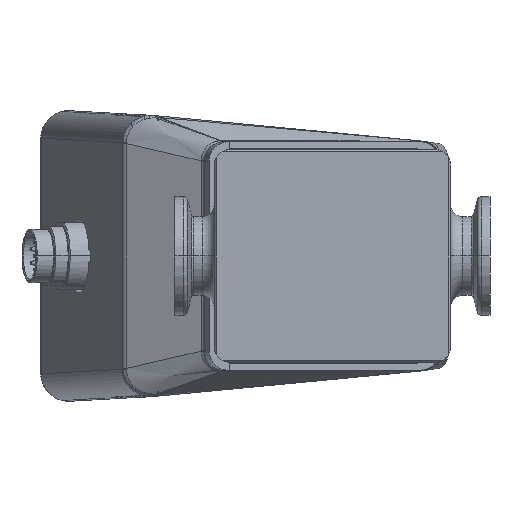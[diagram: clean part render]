
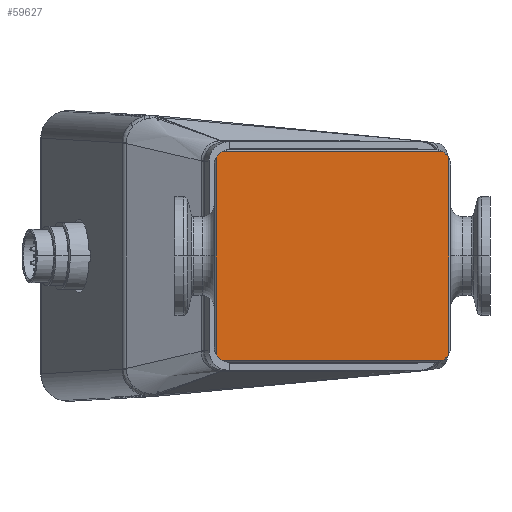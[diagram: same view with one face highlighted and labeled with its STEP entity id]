
A CAD part, front view. The second image highlights one B-rep face of the part: STEP entity #59627.
In plain terms, the highlighted planar face has unit normal (0, -1, 0).
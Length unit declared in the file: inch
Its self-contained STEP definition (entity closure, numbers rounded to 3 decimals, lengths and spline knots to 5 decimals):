
#2631 = DIRECTION ( 'NONE',  ( 0., -1., 0. ) ) ;
#2946 = DIRECTION ( 'NONE',  ( 0., -1., 0. ) ) ;
#3885 = DIRECTION ( 'NONE',  ( -1., 0., 0. ) ) ;
#4455 = EDGE_CURVE ( 'NONE', #55102, #29919, #38881, .T. ) ;
#4868 = EDGE_CURVE ( 'NONE', #36677, #8311, #70578, .T. ) ;
#6576 = DIRECTION ( 'NONE',  ( 0., -1., 0. ) ) ;
#8016 = CARTESIAN_POINT ( 'NONE',  ( 1.1811, -0.66929, 1.04331 ) ) ;
#8311 = VERTEX_POINT ( 'NONE', #38357 ) ;
#9815 = DIRECTION ( 'NONE',  ( -1., 0., 0. ) ) ;
#13151 = DIRECTION ( 'NONE',  ( -1., 0., 0. ) ) ;
#16179 = CARTESIAN_POINT ( 'NONE',  ( 1.1811, -0.66929, -1.04331 ) ) ;
#16604 = ORIENTED_EDGE ( 'NONE', *, *, #4455, .T. ) ;
#19492 = EDGE_CURVE ( 'NONE', #76309, #34475, #54190, .T. ) ;
#19675 = LINE ( 'NONE', #20102, #36184 ) ;
#20102 = CARTESIAN_POINT ( 'NONE',  ( 1.16142, -0.66929, 1.06299 ) ) ;
#22872 = CARTESIAN_POINT ( 'NONE',  ( 1.1811, -0.66929, 1.06299 ) ) ;
#26098 = VERTEX_POINT ( 'NONE', #29579 ) ;
#26600 = ORIENTED_EDGE ( 'NONE', *, *, #47274, .T. ) ;
#27579 = ORIENTED_EDGE ( 'NONE', *, *, #4868, .T. ) ;
#27785 = ORIENTED_EDGE ( 'NONE', *, *, #19492, .T. ) ;
#28458 = DIRECTION ( 'NONE',  ( -1., 0., 0. ) ) ;
#29142 = DIRECTION ( 'NONE',  ( 1., 0., 0. ) ) ;
#29579 = CARTESIAN_POINT ( 'NONE',  ( -1.16142, -0.66929, -0.98175 ) ) ;
#29919 = VERTEX_POINT ( 'NONE', #59922 ) ;
#31609 = CARTESIAN_POINT ( 'NONE',  ( 1.16142, -0.66929, -0.98175 ) ) ;
#31948 = CIRCLE ( 'NONE', #55477, 0.15748 ) ;
#32144 = DIRECTION ( 'NONE',  ( 0., -1., 0. ) ) ;
#32573 = LINE ( 'NONE', #84779, #79069 ) ;
#33370 = AXIS2_PLACEMENT_3D ( 'NONE', #54735, #2946, #9815 ) ;
#34475 = VERTEX_POINT ( 'NONE', #64545 ) ;
#35442 = AXIS2_PLACEMENT_3D ( 'NONE', #22872, #83239, #3885 ) ;
#36184 = VECTOR ( 'NONE', #65858, 39.37008 ) ;
#36677 = VERTEX_POINT ( 'NONE', #81657 ) ;
#38357 = CARTESIAN_POINT ( 'NONE',  ( -1.16142, -0.66929, 0.98175 ) ) ;
#38881 = CIRCLE ( 'NONE', #52677, 0.15748 ) ;
#40383 = LINE ( 'NONE', #8016, #74667 ) ;
#40594 = ORIENTED_EDGE ( 'NONE', *, *, #54071, .T. ) ;
#46026 = AXIS2_PLACEMENT_3D ( 'NONE', #53284, #32144, #13151 ) ;
#46126 = VECTOR ( 'NONE', #29142, 39.37008 ) ;
#47274 = EDGE_CURVE ( 'NONE', #72563, #55102, #19675, .T. ) ;
#52677 = AXIS2_PLACEMENT_3D ( 'NONE', #55271, #2631, #54836 ) ;
#53284 = CARTESIAN_POINT ( 'NONE',  ( -1.02362, -0.66929, -0.90551 ) ) ;
#54070 = EDGE_CURVE ( 'NONE', #26098, #76309, #59826, .T. ) ;
#54071 = EDGE_CURVE ( 'NONE', #8311, #26098, #32573, .T. ) ;
#54190 = LINE ( 'NONE', #16179, #46126 ) ;
#54735 = CARTESIAN_POINT ( 'NONE',  ( -1.02362, -0.66929, 0.90551 ) ) ;
#54836 = DIRECTION ( 'NONE',  ( -1., 0., 0. ) ) ;
#55102 = VERTEX_POINT ( 'NONE', #58078 ) ;
#55271 = CARTESIAN_POINT ( 'NONE',  ( 1.02362, -0.66929, 0.90551 ) ) ;
#55317 = ORIENTED_EDGE ( 'NONE', *, *, #81265, .T. ) ;
#55432 = CARTESIAN_POINT ( 'NONE',  ( -1.09986, -0.66929, -1.04331 ) ) ;
#55477 = AXIS2_PLACEMENT_3D ( 'NONE', #65693, #6576, #28458 ) ;
#58078 = CARTESIAN_POINT ( 'NONE',  ( 1.16142, -0.66929, 0.98175 ) ) ;
#59627 = ADVANCED_FACE ( 'NONE', ( #61734 ), #81976, .F. ) ;
#59826 = CIRCLE ( 'NONE', #46026, 0.15748 ) ;
#59922 = CARTESIAN_POINT ( 'NONE',  ( 1.09986, -0.66929, 1.04331 ) ) ;
#61734 = FACE_OUTER_BOUND ( 'NONE', #84529, .T. ) ;
#64545 = CARTESIAN_POINT ( 'NONE',  ( 1.09986, -0.66929, -1.04331 ) ) ;
#65693 = CARTESIAN_POINT ( 'NONE',  ( 1.02362, -0.66929, -0.90551 ) ) ;
#65858 = DIRECTION ( 'NONE',  ( 0., 0., 1. ) ) ;
#70578 = CIRCLE ( 'NONE', #33370, 0.15748 ) ;
#71818 = DIRECTION ( 'NONE',  ( 0., 0., -1. ) ) ;
#72307 = DIRECTION ( 'NONE',  ( -1., 0., 0. ) ) ;
#72563 = VERTEX_POINT ( 'NONE', #31609 ) ;
#72737 = EDGE_CURVE ( 'NONE', #34475, #72563, #31948, .T. ) ;
#74667 = VECTOR ( 'NONE', #72307, 39.37008 ) ;
#76309 = VERTEX_POINT ( 'NONE', #55432 ) ;
#79069 = VECTOR ( 'NONE', #71818, 39.37008 ) ;
#80917 = ORIENTED_EDGE ( 'NONE', *, *, #72737, .T. ) ;
#81265 = EDGE_CURVE ( 'NONE', #29919, #36677, #40383, .T. ) ;
#81657 = CARTESIAN_POINT ( 'NONE',  ( -1.09986, -0.66929, 1.04331 ) ) ;
#81976 = PLANE ( 'NONE',  #35442 ) ;
#83152 = ORIENTED_EDGE ( 'NONE', *, *, #54070, .T. ) ;
#83239 = DIRECTION ( 'NONE',  ( 0., 1., 0. ) ) ;
#84529 = EDGE_LOOP ( 'NONE', ( #27785, #80917, #26600, #16604, #55317, #27579, #40594, #83152 ) ) ;
#84779 = CARTESIAN_POINT ( 'NONE',  ( -1.16142, -0.66929, 1.06299 ) ) ;
